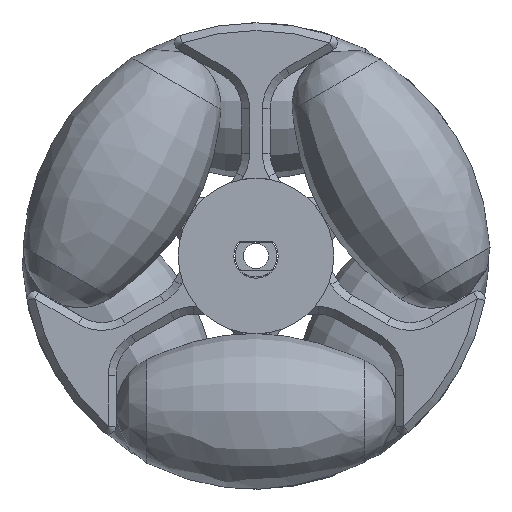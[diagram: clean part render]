
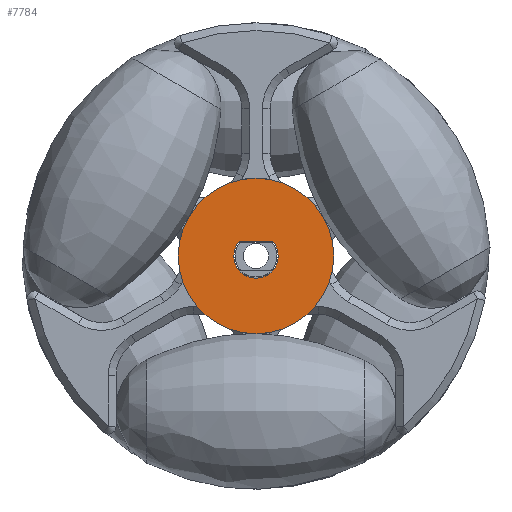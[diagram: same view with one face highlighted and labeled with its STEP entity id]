
A CAD part, front view. The second image highlights one B-rep face of the part: STEP entity #7784.
In plain terms, the highlighted planar face has unit normal (0, -1, 0).
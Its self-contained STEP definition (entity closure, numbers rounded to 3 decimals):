
#263=FACE_BOUND('',#1635,.T.);
#494=CIRCLE('',#8492,2.85);
#498=CIRCLE('',#8499,10.);
#1116=FACE_OUTER_BOUND('',#1634,.T.);
#1634=EDGE_LOOP('',(#6182));
#1635=EDGE_LOOP('',(#6183,#6184));
#2233=LINE('',#15451,#2883);
#2883=VECTOR('',#10140,10.);
#3556=VERTEX_POINT('',#15442);
#3557=VERTEX_POINT('',#15444);
#3561=VERTEX_POINT('',#15458);
#4473=EDGE_CURVE('',#3557,#3556,#494,.T.);
#4477=EDGE_CURVE('',#3556,#3557,#2233,.T.);
#4480=EDGE_CURVE('',#3561,#3561,#498,.T.);
#6182=ORIENTED_EDGE('',*,*,#4480,.T.);
#6183=ORIENTED_EDGE('',*,*,#4477,.T.);
#6184=ORIENTED_EDGE('',*,*,#4473,.T.);
#7437=PLANE('',#8498);
#7784=ADVANCED_FACE('',(#1116,#263),#7437,.T.);
#8492=AXIS2_PLACEMENT_3D('',#15445,#10132,#10133);
#8498=AXIS2_PLACEMENT_3D('',#15457,#10147,#10148);
#8499=AXIS2_PLACEMENT_3D('',#15459,#10149,#10150);
#10132=DIRECTION('center_axis',(0.,1.,0.));
#10133=DIRECTION('ref_axis',(-0.761,0.,0.649));
#10140=DIRECTION('',(1.,0.,0.));
#10147=DIRECTION('center_axis',(0.,-1.,0.));
#10148=DIRECTION('ref_axis',(1.,0.,0.));
#10149=DIRECTION('center_axis',(0.,-1.,0.));
#10150=DIRECTION('ref_axis',(1.,0.,0.));
#15442=CARTESIAN_POINT('',(-2.168,-20.,1.85));
#15444=CARTESIAN_POINT('',(2.168,-20.,1.85));
#15445=CARTESIAN_POINT('Origin',(0.,-20.,0.));
#15451=CARTESIAN_POINT('',(1.084,-20.,1.85));
#15457=CARTESIAN_POINT('Origin',(0.,-20.,0.));
#15458=CARTESIAN_POINT('',(-10.,-20.,0.));
#15459=CARTESIAN_POINT('Origin',(0.,-20.,0.));
